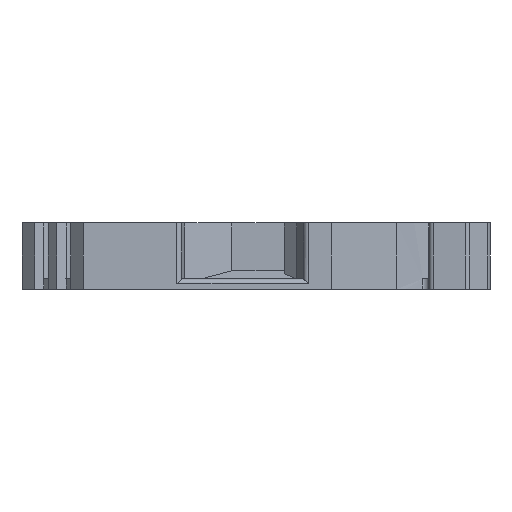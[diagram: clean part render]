
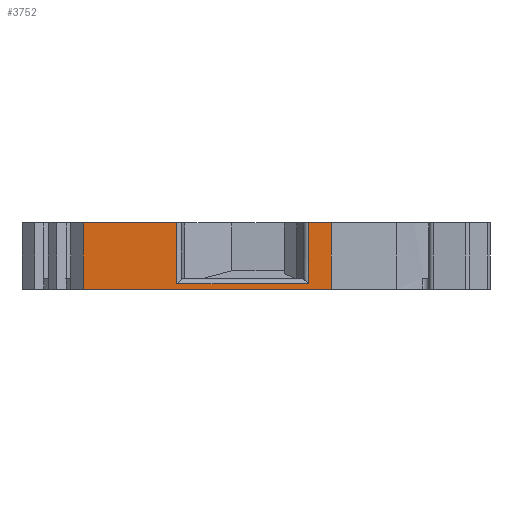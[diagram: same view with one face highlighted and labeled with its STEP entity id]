
A CAD part, left-side view. The second image highlights one B-rep face of the part: STEP entity #3752.
In plain terms, the highlighted planar face has unit normal (-1, 0, 0).
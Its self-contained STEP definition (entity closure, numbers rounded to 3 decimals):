
#847=DIRECTION('',(0.,-1.,0.));
#848=VECTOR('',#847,9.216);
#849=CARTESIAN_POINT('',(-20.,-6.,6.5));
#850=LINE('',#849,#848);
#1369=DIRECTION('',(0.,0.,-1.));
#1370=VECTOR('',#1369,6.);
#1371=CARTESIAN_POINT('',(-20.,-15.216,6.5));
#1372=LINE('',#1371,#1370);
#1373=DIRECTION('',(0.,0.,1.));
#1374=VECTOR('',#1373,6.);
#1375=CARTESIAN_POINT('',(-20.,-28.165,0.5));
#1376=LINE('',#1375,#1374);
#1377=DIRECTION('',(0.,-1.,0.));
#1378=VECTOR('',#1377,2.235);
#1379=CARTESIAN_POINT('',(-20.,-28.165,6.5));
#1380=LINE('',#1379,#1378);
#1381=DIRECTION('',(0.,1.,0.));
#1382=VECTOR('',#1381,24.4);
#1383=CARTESIAN_POINT('',(-20.,-30.4,0.));
#1384=LINE('',#1383,#1382);
#1385=DIRECTION('',(0.,0.,1.));
#1386=VECTOR('',#1385,6.5);
#1387=CARTESIAN_POINT('',(-20.,-6.,0.));
#1388=LINE('',#1387,#1386);
#1455=DIRECTION('',(0.,1.,0.));
#1456=VECTOR('',#1455,12.949);
#1457=CARTESIAN_POINT('',(-20.,-28.165,0.5));
#1458=LINE('',#1457,#1456);
#1464=DIRECTION('',(0.,0.,1.));
#1465=VECTOR('',#1464,6.5);
#1466=CARTESIAN_POINT('',(-20.,-30.4,0.));
#1467=LINE('',#1466,#1465);
#1953=CARTESIAN_POINT('',(-20.,-6.,0.));
#1954=VERTEX_POINT('',#1953);
#1955=CARTESIAN_POINT('',(-20.,-30.4,0.));
#1957=VERTEX_POINT('',#1955);
#2114=CARTESIAN_POINT('',(-20.,-6.,6.5));
#2116=VERTEX_POINT('',#2114);
#2117=CARTESIAN_POINT('',(-20.,-30.4,6.5));
#2119=VERTEX_POINT('',#2117);
#2427=CARTESIAN_POINT('',(-20.,-15.216,6.5));
#2428=CARTESIAN_POINT('',(-20.,-15.216,0.5));
#2429=VERTEX_POINT('',#2427);
#2430=VERTEX_POINT('',#2428);
#2436=CARTESIAN_POINT('',(-20.,-28.165,6.5));
#2438=VERTEX_POINT('',#2436);
#2439=CARTESIAN_POINT('',(-20.,-28.165,0.5));
#2440=VERTEX_POINT('',#2439);
#3733=CARTESIAN_POINT('',(-20.,-6.,0.));
#3734=DIRECTION('',(-1.,0.,0.));
#3735=DIRECTION('',(0.,-1.,0.));
#3736=AXIS2_PLACEMENT_3D('',#3733,#3734,#3735);
#3737=PLANE('',#3736);
#3739=ORIENTED_EDGE('',*,*,#3738,.T.);
#3741=ORIENTED_EDGE('',*,*,#3740,.F.);
#3742=ORIENTED_EDGE('',*,*,#3725,.T.);
#3743=ORIENTED_EDGE('',*,*,#2918,.T.);
#3745=ORIENTED_EDGE('',*,*,#3744,.F.);
#3746=ORIENTED_EDGE('',*,*,#2668,.T.);
#3748=ORIENTED_EDGE('',*,*,#3747,.T.);
#3749=ORIENTED_EDGE('',*,*,#2938,.T.);
#3750=EDGE_LOOP('',(#3739,#3741,#3742,#3743,#3745,#3746,#3748,#3749));
#3751=FACE_OUTER_BOUND('',#3750,.F.);
#3752=ADVANCED_FACE('',(#3751),#3737,.T.);
#2668=EDGE_CURVE('',#1957,#1954,#1384,.T.);
#2918=EDGE_CURVE('',#2438,#2119,#1380,.T.);
#2938=EDGE_CURVE('',#2116,#2429,#850,.T.);
#3725=EDGE_CURVE('',#2440,#2438,#1376,.T.);
#3738=EDGE_CURVE('',#2429,#2430,#1372,.T.);
#3740=EDGE_CURVE('',#2440,#2430,#1458,.T.);
#3744=EDGE_CURVE('',#1957,#2119,#1467,.T.);
#3747=EDGE_CURVE('',#1954,#2116,#1388,.T.);
